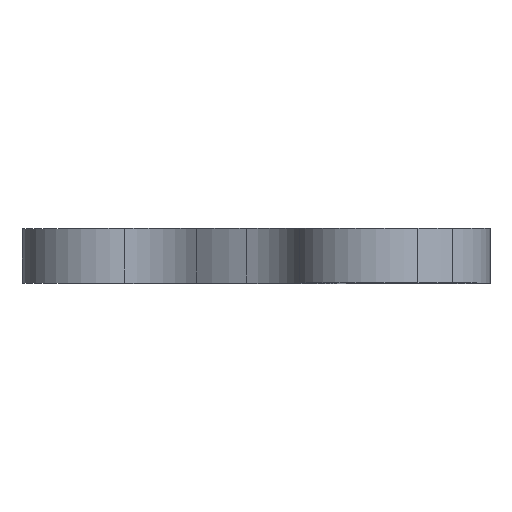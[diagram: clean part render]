
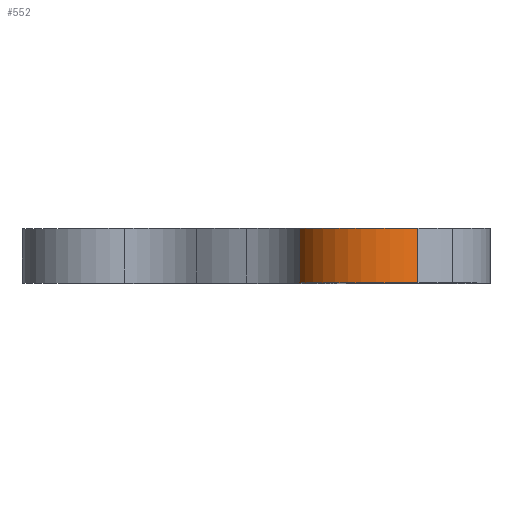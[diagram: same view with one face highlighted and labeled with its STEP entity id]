
A CAD part, top view. The second image highlights one B-rep face of the part: STEP entity #552.
In plain terms, the highlighted cylindrical face has radius 5 mm (diameter 10 mm), a partial arc.
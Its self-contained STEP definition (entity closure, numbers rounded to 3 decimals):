
#38=FACE_OUTER_BOUND('',#66,.T.);
#66=EDGE_LOOP('',(#384,#385,#386,#387));
#105=LINE('',#929,#131);
#106=LINE('',#935,#132);
#131=VECTOR('',#728,10.);
#132=VECTOR('',#735,5.);
#167=CIRCLE('',#612,5.);
#168=CIRCLE('',#613,5.);
#225=VERTEX_POINT('',#926);
#226=VERTEX_POINT('',#928);
#227=VERTEX_POINT('',#932);
#228=VERTEX_POINT('',#934);
#290=EDGE_CURVE('',#225,#226,#105,.T.);
#292=EDGE_CURVE('',#225,#227,#167,.T.);
#293=EDGE_CURVE('',#227,#228,#106,.T.);
#294=EDGE_CURVE('',#228,#226,#168,.T.);
#384=ORIENTED_EDGE('',*,*,#292,.T.);
#385=ORIENTED_EDGE('',*,*,#293,.T.);
#386=ORIENTED_EDGE('',*,*,#294,.T.);
#387=ORIENTED_EDGE('',*,*,#290,.F.);
#527=CYLINDRICAL_SURFACE('',#611,5.);
#552=ADVANCED_FACE('',(#38),#527,.T.);
#611=AXIS2_PLACEMENT_3D('',#931,#731,#732);
#612=AXIS2_PLACEMENT_3D('',#933,#733,#734);
#613=AXIS2_PLACEMENT_3D('',#936,#736,#737);
#728=DIRECTION('',(0.,-1.,0.));
#731=DIRECTION('center_axis',(0.,-1.,0.));
#732=DIRECTION('ref_axis',(-0.437,0.,-0.9));
#733=DIRECTION('center_axis',(0.,-1.,0.));
#734=DIRECTION('ref_axis',(-0.437,0.,-0.9));
#735=DIRECTION('',(0.,-1.,0.));
#736=DIRECTION('center_axis',(0.,1.,0.));
#737=DIRECTION('ref_axis',(-0.437,0.,-0.9));
#926=CARTESIAN_POINT('',(6.985,3.175,14.395));
#928=CARTESIAN_POINT('',(6.985,0.,14.395));
#929=CARTESIAN_POINT('',(6.985,0.,14.395));
#931=CARTESIAN_POINT('Origin',(4.802,0.,9.897));
#932=CARTESIAN_POINT('',(0.085,3.175,11.554));
#933=CARTESIAN_POINT('Origin',(4.802,3.175,9.897));
#934=CARTESIAN_POINT('',(0.085,0.,11.554));
#935=CARTESIAN_POINT('',(0.085,0.,11.554));
#936=CARTESIAN_POINT('Origin',(4.802,0.,9.897));
